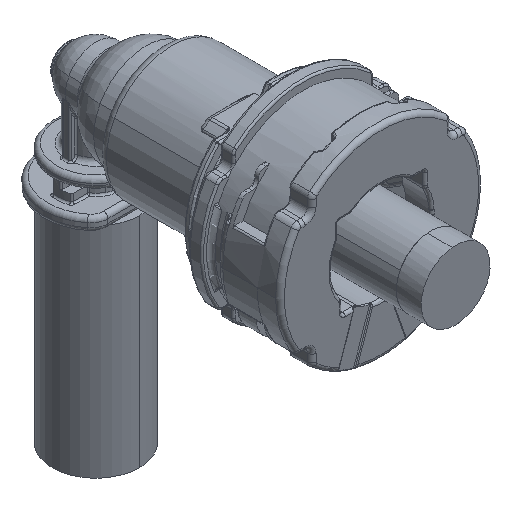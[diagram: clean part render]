
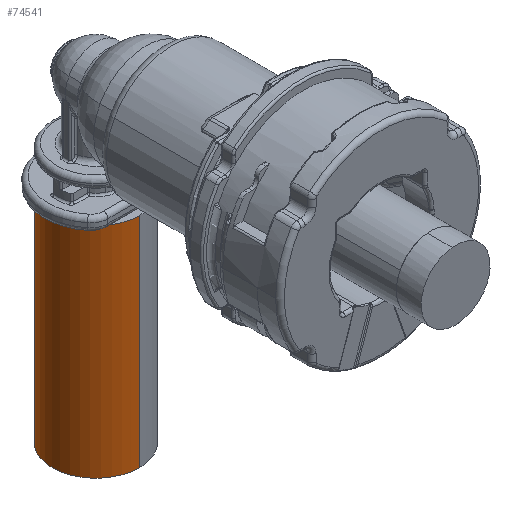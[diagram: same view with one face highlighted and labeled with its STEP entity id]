
A CAD part, isometric view. The second image highlights one B-rep face of the part: STEP entity #74541.
In plain terms, the highlighted cylindrical face has radius 5 mm (diameter 10 mm), a partial arc.
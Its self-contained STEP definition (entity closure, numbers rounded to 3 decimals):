
#74505=AXIS2_PLACEMENT_3D('Cylinder Axis2P3D',#74502,#74503,#74504) ;
#74509=AXIS2_PLACEMENT_3D('Circle Axis2P3D',#74507,#74508,$) ;
#74525=AXIS2_PLACEMENT_3D('Circle Axis2P3D',#74523,#74524,$) ;
#74502=CARTESIAN_POINT('Axis2P3D Location',(0.,32.7,-23.7)) ;
#74507=CARTESIAN_POINT('Axis2P3D Location',(0.,32.7,-11.2)) ;
#74511=CARTESIAN_POINT('Vertex',(0.,37.7,-11.2)) ;
#74513=CARTESIAN_POINT('Vertex',(0.,27.7,-11.2)) ;
#74516=CARTESIAN_POINT('Line Origine',(0.,37.7,-23.7)) ;
#74520=CARTESIAN_POINT('Vertex',(0.,37.7,-36.2)) ;
#74523=CARTESIAN_POINT('Axis2P3D Location',(0.,32.7,-36.2)) ;
#74527=CARTESIAN_POINT('Vertex',(0.,27.7,-36.2)) ;
#74530=CARTESIAN_POINT('Line Origine',(0.,27.7,-23.7)) ;
#74503=DIRECTION('Axis2P3D Direction',(0.,0.,1.)) ;
#74504=DIRECTION('Axis2P3D XDirection',(0.,1.,0.)) ;
#74508=DIRECTION('Axis2P3D Direction',(0.,0.,1.)) ;
#74517=DIRECTION('Vector Direction',(0.,0.,1.)) ;
#74524=DIRECTION('Axis2P3D Direction',(0.,0.,1.)) ;
#74531=DIRECTION('Vector Direction',(0.,0.,1.)) ;
#74518=VECTOR('Line Direction',#74517,1.) ;
#74532=VECTOR('Line Direction',#74531,1.) ;
#74536=ORIENTED_EDGE('',*,*,#74515,.F.) ;
#74537=ORIENTED_EDGE('',*,*,#74522,.T.) ;
#74538=ORIENTED_EDGE('',*,*,#74529,.T.) ;
#74539=ORIENTED_EDGE('',*,*,#74534,.F.) ;
#74541=ADVANCED_FACE('Hose NW4',(#74540),#74506,.T.) ;
#74510=CIRCLE('generated circle',#74509,5.) ;
#74526=CIRCLE('generated circle',#74525,5.) ;
#74506=CYLINDRICAL_SURFACE('generated cylinder',#74505,5.) ;
#74515=EDGE_CURVE('',#74512,#74514,#74510,.T.) ;
#74522=EDGE_CURVE('',#74512,#74521,#74519,.F.) ;
#74529=EDGE_CURVE('',#74521,#74528,#74526,.T.) ;
#74534=EDGE_CURVE('',#74514,#74528,#74533,.F.) ;
#74535=EDGE_LOOP('',(#74536,#74537,#74538,#74539)) ;
#74540=FACE_OUTER_BOUND('',#74535,.T.) ;
#74519=LINE('Line',#74516,#74518) ;
#74533=LINE('Line',#74530,#74532) ;
#74512=VERTEX_POINT('',#74511) ;
#74514=VERTEX_POINT('',#74513) ;
#74521=VERTEX_POINT('',#74520) ;
#74528=VERTEX_POINT('',#74527) ;
